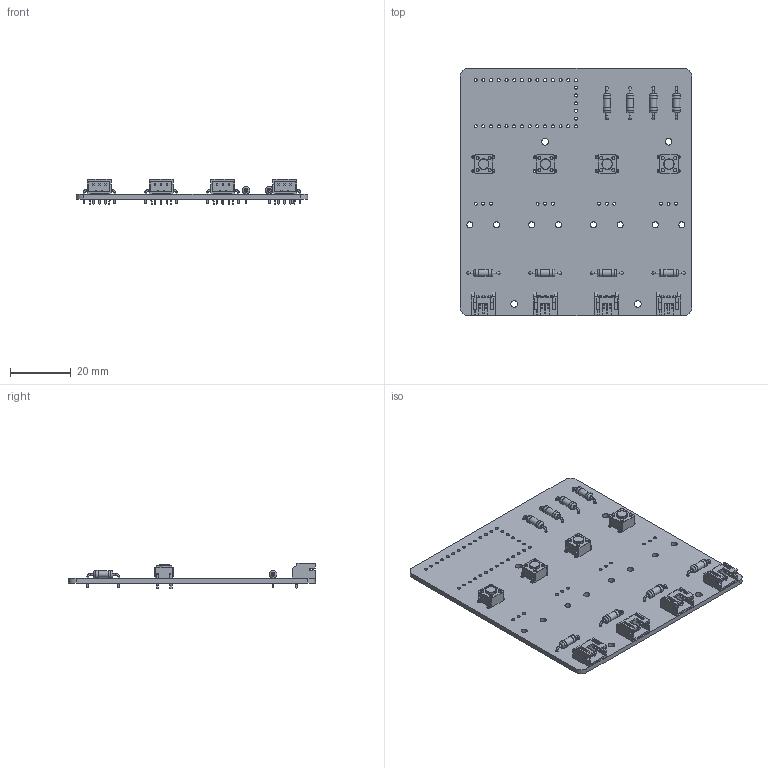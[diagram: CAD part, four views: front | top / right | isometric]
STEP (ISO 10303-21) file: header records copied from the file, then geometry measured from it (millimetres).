
FILE_DESCRIPTION(('KiCad electronic assembly'),'2;1');
FILE_NAME('QuadLight_v01.step','2021-04-03T22:56:30',('An Author'),( 'A Company'),'Open CASCADE STEP processor 6.9', 'KiCad to STEP converter','Unknown');
FILE_SCHEMA(('AUTOMOTIVE_DESIGN { 1 0 10303 214 1 1 1 1 }'));
Length unit declared in the file: millimetre
Products named in the file (8): Open CASCADE STEP translator 6.9 1; JST_PH_S3B-PH-K_1x03_P2.00mm_Horizontal; SOLID; R_Axial_DIN0207_L6.3mm_D2.5mm_P10.16mm_Horizontal; SW_PUSH_6mm; COMPOUND
Assembly tree (20 placements, depth 3):
  Open CASCADE STEP translator 6.9 1
    JST_PH_S3B-PH-K_1x03_P2.00mm_Horizontal  x4
      SOLID
    R_Axial_DIN0207_L6.3mm_D2.5mm_P10.16mm_Horizontal  x8
      SOLID
    SW_PUSH_6mm  x4
      SOLID
    COMPOUND
Bounding box: 76.2 x 81.28 x 8.35 mm (x, y, z)
Volume: 11030.2 mm3; surface area: 16187.1 mm2
Topology: 17 solids, 17 shells, 1235 faces, 3227 edges, 2086 vertices
Faces by surface type: plane 842, cylinder 357, torus 36
Full cylindrical faces by diameter (mm): 0.6 x32, 0.75 x12, 0.8 x16, 1 x61, 1.1 x16, 2 x8, 2.2 x4, 2.25 x8, 2.5 x16, 3.5 x4
Entity records: 27953 total; most frequent: CARTESIAN_POINT 4512, DIRECTION 4143, LINE 2435, VECTOR 2435, ORIENTED_EDGE 2050, PCURVE 2050, DEFINITIONAL_REPRESENTATION 2050, EDGE_CURVE 1025
